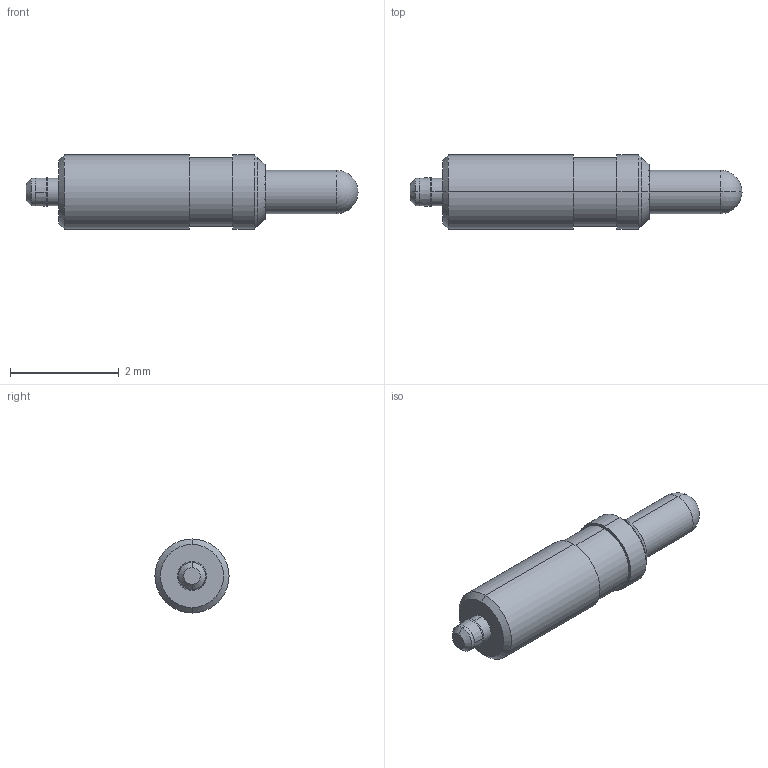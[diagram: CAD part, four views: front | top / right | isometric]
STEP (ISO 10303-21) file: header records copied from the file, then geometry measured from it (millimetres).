
FILE_DESCRIPTION (( 'STEP AP214' ), '1' );
FILE_NAME ('User Library-pogopin.STEP', '2023-11-26T10:56:03', ( '' ), ( '' ), 'SwSTEP 2.0', 'SolidWorks 2022', '' );
FILE_SCHEMA (( 'AUTOMOTIVE_DESIGN' ));
Length unit declared in the file: millimetre
Products named in the file (4): pb_默认; pp_默认; spring_默认; User Library-pogopin
Assembly tree (3 placements, depth 2):
  User Library-pogopin
    pb_默认
    spring_默认
    pp_默认
Bounding box: 6.1 x 1.36 x 1.36 mm (x, y, z)
Volume: 4.3 mm3; surface area: 46.9 mm2
Topology: 3 solids, 3 shells, 67 faces, 137 edges, 77 vertices
Faces by surface type: cylinder 20, cone 20, torus 12, plane 9, bspline 4, sphere 2
Entity records: 4146 total; most frequent: CARTESIAN_POINT 2595, DIRECTION 344, ORIENTED_EDGE 262, AXIS2_PLACEMENT_3D 152, EDGE_CURVE 131, CIRCLE 83, VERTEX_POINT 75, EDGE_LOOP 72
